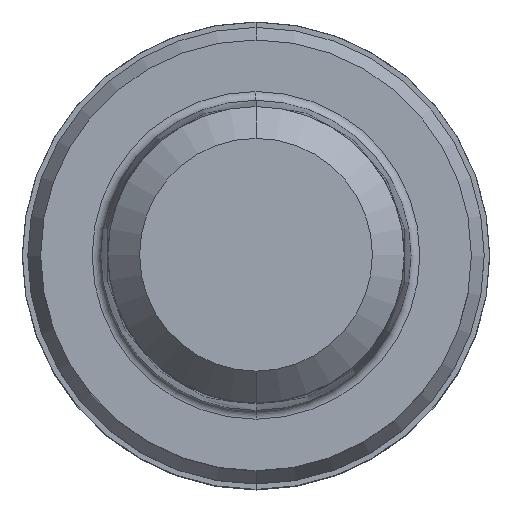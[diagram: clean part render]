
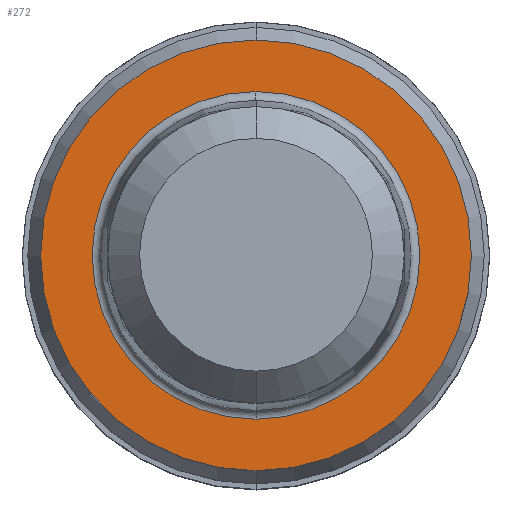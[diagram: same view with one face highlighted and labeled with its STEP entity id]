
A CAD part, top view. The second image highlights one B-rep face of the part: STEP entity #272.
In plain terms, the highlighted planar face has unit normal (0, 0, 1).
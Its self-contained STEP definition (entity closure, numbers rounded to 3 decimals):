
#230=VERTEX_POINT('',#546);
#252=VERTEX_POINT('',#571);
#272=ADVANCED_FACE('',(#598,#599),#600,.T.);
#274=VERTEX_POINT('',#602);
#316=EDGE_CURVE('',#274,#392,#649,.T.);
#326=EDGE_CURVE('',#252,#230,#659,.T.);
#344=EDGE_CURVE('',#392,#274,#679,.T.);
#354=EDGE_CURVE('',#230,#252,#690,.T.);
#392=VERTEX_POINT('',#730);
#546=CARTESIAN_POINT('',(0.,-5.85,0.01));
#571=CARTESIAN_POINT('',(0.0,5.85,0.01));
#598=FACE_OUTER_BOUND('',#959,.T.);
#599=FACE_BOUND('',#960,.T.);
#600=PLANE('',#961);
#602=CARTESIAN_POINT('',(0.0,4.45,0.01));
#649=CIRCLE('',#1023,4.45);
#659=CIRCLE('',#1038,5.85);
#679=CIRCLE('',#1061,4.45);
#690=CIRCLE('',#1077,5.85);
#730=CARTESIAN_POINT('',(0.,-4.45,0.01));
#959=EDGE_LOOP('',(#1400,#1401));
#960=EDGE_LOOP('',(#1402,#1403));
#961=AXIS2_PLACEMENT_3D('',#1404,#1405,#1406);
#1023=AXIS2_PLACEMENT_3D('',#1466,#1467,#1468);
#1038=AXIS2_PLACEMENT_3D('',#1476,#1477,#1478);
#1061=AXIS2_PLACEMENT_3D('',#1500,#1501,#1502);
#1077=AXIS2_PLACEMENT_3D('',#1513,#1514,#1515);
#1400=ORIENTED_EDGE('',*,*,#326,.F.);
#1401=ORIENTED_EDGE('',*,*,#354,.F.);
#1402=ORIENTED_EDGE('',*,*,#316,.T.);
#1403=ORIENTED_EDGE('',*,*,#344,.T.);
#1404=CARTESIAN_POINT('',(0.0,2.925,0.01));
#1405=DIRECTION('',(-0.0,0.0,1.0));
#1406=DIRECTION('',(0.0,-1.0,0.0));
#1466=CARTESIAN_POINT('',(0.0,0.0,0.01));
#1467=DIRECTION('',(0.0,0.0,-1.0));
#1468=DIRECTION('',(0.0,1.0,0.0));
#1476=CARTESIAN_POINT('',(0.0,0.0,0.01));
#1477=DIRECTION('',(0.0,0.0,-1.0));
#1478=DIRECTION('',(0.0,1.0,0.0));
#1500=CARTESIAN_POINT('',(0.0,0.0,0.01));
#1501=DIRECTION('',(0.0,0.0,-1.0));
#1502=DIRECTION('',(0.0,1.0,0.0));
#1513=CARTESIAN_POINT('',(0.0,0.0,0.01));
#1514=DIRECTION('',(0.0,0.0,-1.0));
#1515=DIRECTION('',(0.0,1.0,0.0));
